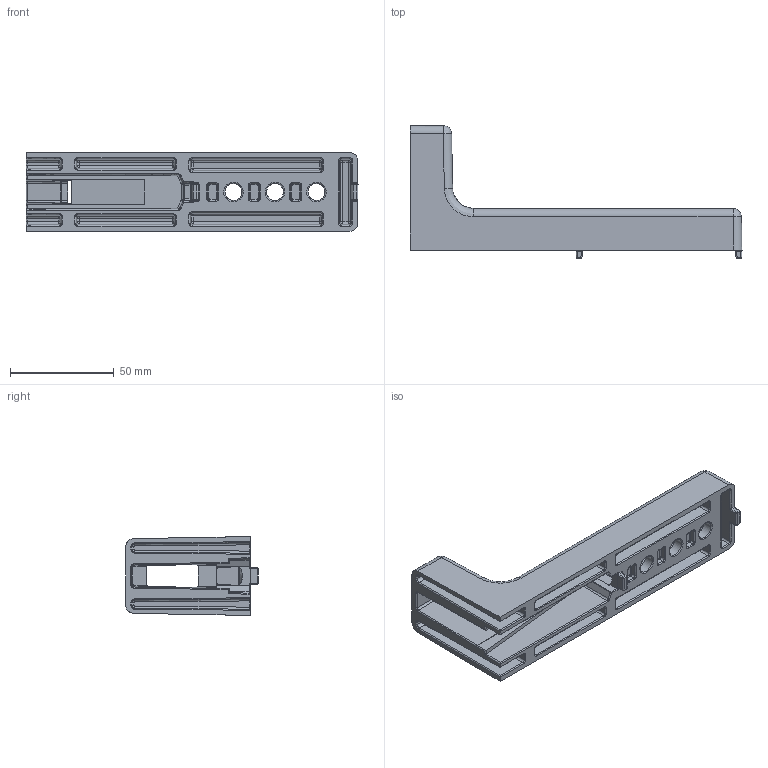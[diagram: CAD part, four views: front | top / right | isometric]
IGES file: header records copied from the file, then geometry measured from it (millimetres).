
Global section: file name: 100566; native system: Autodesk Inventor 2021; preprocessor: unknown; author: aluteckkpl_kk; date: 20240116.173946; units: millimetre
Bounding box: 160.01 x 64 x 38 mm (x, y, z)
Volume: 73211.5 mm3; surface area: 41737.1 mm2
Topology: 1 solids, 1 shells, 429 faces, 1031 edges, 572 vertices
Faces by surface type: bspline 429
